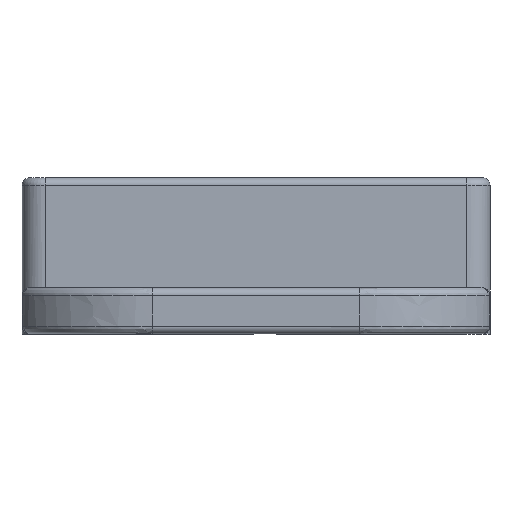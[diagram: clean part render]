
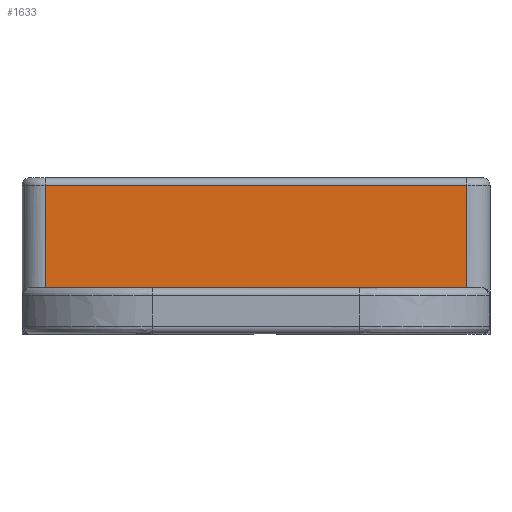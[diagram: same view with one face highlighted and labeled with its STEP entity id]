
A CAD part, left-side view. The second image highlights one B-rep face of the part: STEP entity #1633.
In plain terms, the highlighted planar face has unit normal (-1, 0, 0).
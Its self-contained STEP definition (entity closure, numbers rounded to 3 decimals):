
#196 = VERTEX_POINT('',#197);
#197 = CARTESIAN_POINT('',(-12.25,-20.49,0.269));
#204 = EDGE_CURVE('',#196,#205,#207,.T.);
#205 = VERTEX_POINT('',#206);
#206 = CARTESIAN_POINT('',(-12.25,-20.49,6.95));
#207 = LINE('',#208,#209);
#208 = CARTESIAN_POINT('',(-12.25,-20.49,-2.75));
#209 = VECTOR('',#210,1.);
#210 = DIRECTION('',(0.,0.,1.));
#1633 = ADVANCED_FACE('',(#1634),#1659,.T.);
#1634 = FACE_BOUND('',#1635,.T.);
#1635 = EDGE_LOOP('',(#1636,#1644,#1645,#1653));
#1636 = ORIENTED_EDGE('',*,*,#1637,.T.);
#1637 = EDGE_CURVE('',#1638,#196,#1640,.T.);
#1638 = VERTEX_POINT('',#1639);
#1639 = CARTESIAN_POINT('',(-12.25,7.01,0.269));
#1640 = LINE('',#1641,#1642);
#1641 = CARTESIAN_POINT('',(-12.25,-13.61,0.269));
#1642 = VECTOR('',#1643,1.);
#1643 = DIRECTION('',(0.,-1.,0.));
#1644 = ORIENTED_EDGE('',*,*,#204,.T.);
#1645 = ORIENTED_EDGE('',*,*,#1646,.T.);
#1646 = EDGE_CURVE('',#205,#1647,#1649,.T.);
#1647 = VERTEX_POINT('',#1648);
#1648 = CARTESIAN_POINT('',(-12.25,7.01,6.95));
#1649 = LINE('',#1650,#1651);
#1650 = CARTESIAN_POINT('',(-12.25,-20.49,6.95));
#1651 = VECTOR('',#1652,1.);
#1652 = DIRECTION('',(0.,1.,0.));
#1653 = ORIENTED_EDGE('',*,*,#1654,.F.);
#1654 = EDGE_CURVE('',#1638,#1647,#1655,.T.);
#1655 = LINE('',#1656,#1657);
#1656 = CARTESIAN_POINT('',(-12.25,7.01,-2.75));
#1657 = VECTOR('',#1658,1.);
#1658 = DIRECTION('',(0.,0.,1.));
#1659 = PLANE('',#1660);
#1660 = AXIS2_PLACEMENT_3D('',#1661,#1662,#1663);
#1661 = CARTESIAN_POINT('',(-12.25,-20.49,-2.75));
#1662 = DIRECTION('',(-1.,0.,0.));
#1663 = DIRECTION('',(0.,1.,0.));
